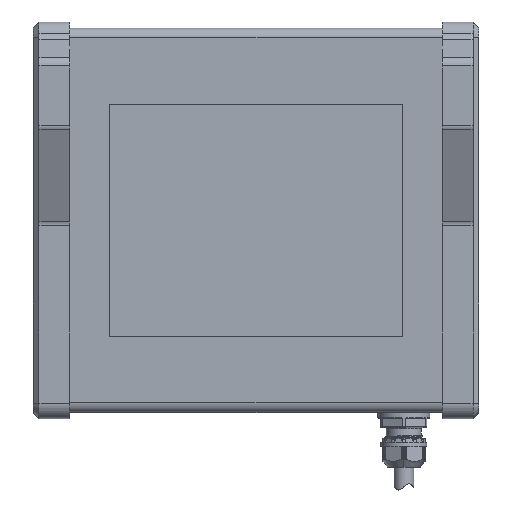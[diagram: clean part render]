
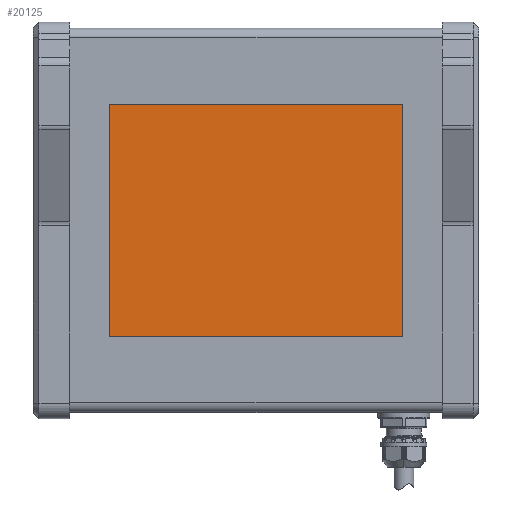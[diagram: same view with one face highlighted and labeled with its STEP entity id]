
A CAD part, top view. The second image highlights one B-rep face of the part: STEP entity #20125.
In plain terms, the highlighted planar face has unit normal (0, 0, 1).
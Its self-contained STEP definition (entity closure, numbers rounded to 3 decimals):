
#41 = VECTOR ( 'NONE', #23611, 1000. ) ;
#82 = VECTOR ( 'NONE', #29901, 1000. ) ;
#426 = VERTEX_POINT ( 'NONE', #4368 ) ;
#587 = AXIS2_PLACEMENT_3D ( 'NONE', #21017, #20709, #1924 ) ;
#811 = LINE ( 'NONE', #3419, #12844 ) ;
#1337 = EDGE_CURVE ( 'NONE', #18213, #5193, #811, .T. ) ;
#1924 = DIRECTION ( 'NONE',  ( 0., -1., 0. ) ) ;
#1994 = CARTESIAN_POINT ( 'NONE',  ( -107., 89.449, -30.2 ) ) ;
#3099 = CARTESIAN_POINT ( 'NONE',  ( -106.8, 89.449, -30.2 ) ) ;
#3183 = CARTESIAN_POINT ( 'NONE',  ( -106.8, 86.526, -30.2 ) ) ;
#3419 = CARTESIAN_POINT ( 'NONE',  ( 323.153, 86.526, -30.2 ) ) ;
#3695 = DIRECTION ( 'NONE',  ( -1., 0., 0. ) ) ;
#4333 = ORIENTED_EDGE ( 'NONE', *, *, #14332, .T. ) ;
#4368 = CARTESIAN_POINT ( 'NONE',  ( 106.8, 89.449, -30.2 ) ) ;
#4848 = CARTESIAN_POINT ( 'NONE',  ( -323.153, 86.526, -30.2 ) ) ;
#4918 = CARTESIAN_POINT ( 'NONE',  ( 107., 89.449, -30.2 ) ) ;
#5193 = VERTEX_POINT ( 'NONE', #28537 ) ;
#6100 = ORIENTED_EDGE ( 'NONE', *, *, #1337, .T. ) ;
#6413 = VECTOR ( 'NONE', #11396, 1000. ) ;
#6479 = CARTESIAN_POINT ( 'NONE',  ( 107., -84.5, -30.2 ) ) ;
#6639 = VERTEX_POINT ( 'NONE', #13276 ) ;
#8532 = ORIENTED_EDGE ( 'NONE', *, *, #27732, .F. ) ;
#8760 = LINE ( 'NONE', #13072, #15739 ) ;
#9494 = CARTESIAN_POINT ( 'NONE',  ( 107., 86.526, -30.2 ) ) ;
#9526 = DIRECTION ( 'NONE',  ( 0., 1., 0. ) ) ;
#9908 = VECTOR ( 'NONE', #9526, 1000. ) ;
#9911 = LINE ( 'NONE', #18855, #13215 ) ;
#11297 = ORIENTED_EDGE ( 'NONE', *, *, #11474, .F. ) ;
#11396 = DIRECTION ( 'NONE',  ( 0., 1., 0. ) ) ;
#11474 = EDGE_CURVE ( 'NONE', #29463, #6639, #9911, .T. ) ;
#12386 = ORIENTED_EDGE ( 'NONE', *, *, #18498, .F. ) ;
#12844 = VECTOR ( 'NONE', #19587, 1000. ) ;
#12866 = EDGE_CURVE ( 'NONE', #6639, #24181, #25074, .T. ) ;
#13020 = CARTESIAN_POINT ( 'NONE',  ( -106.8, 89.449, -30.2 ) ) ;
#13072 = CARTESIAN_POINT ( 'NONE',  ( 107., 89.449, -30.2 ) ) ;
#13215 = VECTOR ( 'NONE', #23465, 1000. ) ;
#13276 = CARTESIAN_POINT ( 'NONE',  ( -107., -84.5, -30.2 ) ) ;
#13310 = VERTEX_POINT ( 'NONE', #3099 ) ;
#14332 = EDGE_CURVE ( 'NONE', #29463, #18213, #26437, .T. ) ;
#15739 = VECTOR ( 'NONE', #3695, 1000. ) ;
#16140 = EDGE_LOOP ( 'NONE', ( #8532, #28694, #20684, #11297, #4333, #6100, #12386, #23488 ) ) ;
#16782 = EDGE_CURVE ( 'NONE', #426, #13310, #8760, .T. ) ;
#17036 = VECTOR ( 'NONE', #24409, 1000. ) ;
#17377 = EDGE_CURVE ( 'NONE', #20001, #24181, #21303, .T. ) ;
#18213 = VERTEX_POINT ( 'NONE', #9494 ) ;
#18498 = EDGE_CURVE ( 'NONE', #426, #5193, #18700, .T. ) ;
#18700 = LINE ( 'NONE', #20546, #82 ) ;
#18855 = CARTESIAN_POINT ( 'NONE',  ( 107., -84.5, -30.2 ) ) ;
#19587 = DIRECTION ( 'NONE',  ( -1., 0., 0. ) ) ;
#20001 = VERTEX_POINT ( 'NONE', #3183 ) ;
#20125 = ADVANCED_FACE ( 'NONE', ( #23323 ), #20864, .T. ) ;
#20546 = CARTESIAN_POINT ( 'NONE',  ( 106.8, 89.449, -30.2 ) ) ;
#20684 = ORIENTED_EDGE ( 'NONE', *, *, #12866, .F. ) ;
#20709 = DIRECTION ( 'NONE',  ( 0., 0., 1. ) ) ;
#20864 = PLANE ( 'NONE',  #587 ) ;
#21017 = CARTESIAN_POINT ( 'NONE',  ( 107., 89.449, -30.2 ) ) ;
#21303 = LINE ( 'NONE', #4848, #41 ) ;
#23323 = FACE_OUTER_BOUND ( 'NONE', #16140, .T. ) ;
#23465 = DIRECTION ( 'NONE',  ( -1., 0., 0. ) ) ;
#23488 = ORIENTED_EDGE ( 'NONE', *, *, #16782, .T. ) ;
#23564 = CARTESIAN_POINT ( 'NONE',  ( -107., 86.526, -30.2 ) ) ;
#23611 = DIRECTION ( 'NONE',  ( -1., 0., 0. ) ) ;
#24181 = VERTEX_POINT ( 'NONE', #23564 ) ;
#24409 = DIRECTION ( 'NONE',  ( 0., 1., 0. ) ) ;
#25074 = LINE ( 'NONE', #1994, #6413 ) ;
#26437 = LINE ( 'NONE', #4918, #9908 ) ;
#27732 = EDGE_CURVE ( 'NONE', #20001, #13310, #28871, .T. ) ;
#28537 = CARTESIAN_POINT ( 'NONE',  ( 106.8, 86.526, -30.2 ) ) ;
#28694 = ORIENTED_EDGE ( 'NONE', *, *, #17377, .T. ) ;
#28871 = LINE ( 'NONE', #13020, #17036 ) ;
#29463 = VERTEX_POINT ( 'NONE', #6479 ) ;
#29901 = DIRECTION ( 'NONE',  ( 0., -1., 0. ) ) ;
